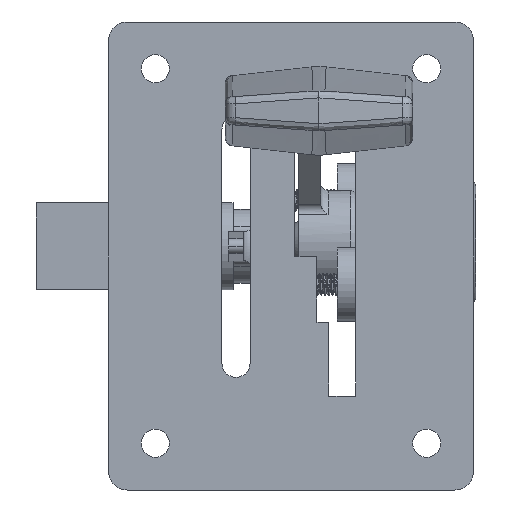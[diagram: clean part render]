
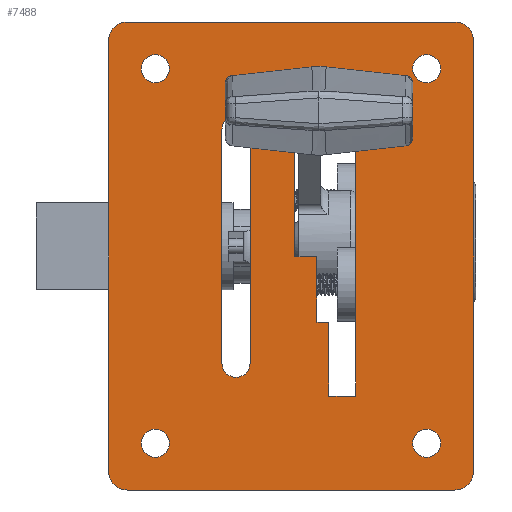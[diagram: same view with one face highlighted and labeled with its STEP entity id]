
A CAD part, front view. The second image highlights one B-rep face of the part: STEP entity #7488.
In plain terms, the highlighted planar face has unit normal (0, -1, 0).
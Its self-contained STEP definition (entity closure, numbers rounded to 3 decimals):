
#417=FACE_BOUND('',#1244,.T.);
#418=FACE_BOUND('',#1245,.T.);
#419=FACE_BOUND('',#1246,.T.);
#420=FACE_BOUND('',#1247,.T.);
#421=FACE_BOUND('',#1248,.T.);
#422=FACE_BOUND('',#1249,.T.);
#499=PLANE('',#8102);
#771=FACE_OUTER_BOUND('',#1243,.T.);
#1243=EDGE_LOOP('',(#5467,#5468,#5469,#5470,#5471,#5472,#5473,#5474));
#1244=EDGE_LOOP('',(#5475,#5476,#5477,#5478,#5479,#5480,#5481,#5482,#5483,
#5484));
#1245=EDGE_LOOP('',(#5485));
#1246=EDGE_LOOP('',(#5486,#5487,#5488,#5489));
#1247=EDGE_LOOP('',(#5490));
#1248=EDGE_LOOP('',(#5491));
#1249=EDGE_LOOP('',(#5492));
#1720=LINE('',#10876,#2383);
#1726=LINE('',#10887,#2389);
#1748=LINE('',#10952,#2411);
#1752=LINE('',#10958,#2415);
#1773=LINE('',#11023,#2436);
#1774=LINE('',#11026,#2437);
#1776=LINE('',#11030,#2439);
#1778=LINE('',#11034,#2441);
#1780=LINE('',#11038,#2443);
#1782=LINE('',#11041,#2445);
#1785=LINE('',#11050,#2448);
#1788=LINE('',#11057,#2451);
#1791=LINE('',#11066,#2454);
#1794=LINE('',#11074,#2457);
#1797=LINE('',#11082,#2460);
#1800=LINE('',#11090,#2463);
#2383=VECTOR('',#8868,10.);
#2389=VECTOR('',#8876,10.);
#2411=VECTOR('',#8922,10.);
#2415=VECTOR('',#8928,10.);
#2436=VECTOR('',#9019,10.);
#2437=VECTOR('',#9022,10.);
#2439=VECTOR('',#9026,10.);
#2441=VECTOR('',#9030,10.);
#2443=VECTOR('',#9034,10.);
#2445=VECTOR('',#9038,10.);
#2448=VECTOR('',#9047,10.);
#2451=VECTOR('',#9056,10.);
#2454=VECTOR('',#9065,10.);
#2457=VECTOR('',#9074,10.);
#2460=VECTOR('',#9083,10.);
#2463=VECTOR('',#9092,10.);
#2996=CIRCLE('',#8071,1.905);
#2997=CIRCLE('',#8073,1.905);
#2998=CIRCLE('',#8075,1.905);
#2999=CIRCLE('',#8083,1.905);
#3000=CIRCLE('',#8086,1.905);
#3001=CIRCLE('',#8089,1.905);
#3002=CIRCLE('',#8092,2.54);
#3003=CIRCLE('',#8095,2.54);
#3004=CIRCLE('',#8098,2.54);
#3005=CIRCLE('',#8101,2.54);
#3267=VERTEX_POINT('',#10874);
#3268=VERTEX_POINT('',#10875);
#3272=VERTEX_POINT('',#10885);
#3302=VERTEX_POINT('',#10950);
#3303=VERTEX_POINT('',#10951);
#3304=VERTEX_POINT('',#10956);
#3311=VERTEX_POINT('',#11011);
#3312=VERTEX_POINT('',#11015);
#3313=VERTEX_POINT('',#11019);
#3314=VERTEX_POINT('',#11025);
#3315=VERTEX_POINT('',#11029);
#3316=VERTEX_POINT('',#11033);
#3317=VERTEX_POINT('',#11037);
#3318=VERTEX_POINT('',#11043);
#3319=VERTEX_POINT('',#11045);
#3320=VERTEX_POINT('',#11049);
#3321=VERTEX_POINT('',#11053);
#3322=VERTEX_POINT('',#11059);
#3323=VERTEX_POINT('',#11063);
#3324=VERTEX_POINT('',#11065);
#3325=VERTEX_POINT('',#11069);
#3326=VERTEX_POINT('',#11073);
#3327=VERTEX_POINT('',#11077);
#3328=VERTEX_POINT('',#11081);
#3329=VERTEX_POINT('',#11085);
#3330=VERTEX_POINT('',#11089);
#4024=EDGE_CURVE('',#3267,#3268,#1720,.T.);
#4030=EDGE_CURVE('',#3267,#3272,#1726,.T.);
#4062=EDGE_CURVE('',#3302,#3303,#1748,.T.);
#4066=EDGE_CURVE('',#3302,#3304,#1752,.T.);
#4092=EDGE_CURVE('',#3311,#3311,#2996,.T.);
#4094=EDGE_CURVE('',#3312,#3312,#2997,.T.);
#4096=EDGE_CURVE('',#3313,#3313,#2998,.T.);
#4098=EDGE_CURVE('',#3272,#3303,#1773,.T.);
#4099=EDGE_CURVE('',#3314,#3268,#1774,.T.);
#4101=EDGE_CURVE('',#3315,#3314,#1776,.T.);
#4103=EDGE_CURVE('',#3316,#3315,#1778,.T.);
#4105=EDGE_CURVE('',#3317,#3316,#1780,.T.);
#4107=EDGE_CURVE('',#3304,#3317,#1782,.T.);
#4109=EDGE_CURVE('',#3319,#3318,#2999,.T.);
#4111=EDGE_CURVE('',#3320,#3319,#1785,.T.);
#4113=EDGE_CURVE('',#3321,#3320,#3000,.T.);
#4115=EDGE_CURVE('',#3318,#3321,#1788,.T.);
#4116=EDGE_CURVE('',#3322,#3322,#3001,.T.);
#4119=EDGE_CURVE('',#3324,#3323,#1791,.T.);
#4121=EDGE_CURVE('',#3325,#3324,#3002,.T.);
#4123=EDGE_CURVE('',#3326,#3325,#1794,.T.);
#4125=EDGE_CURVE('',#3327,#3326,#3003,.T.);
#4127=EDGE_CURVE('',#3328,#3327,#1797,.T.);
#4129=EDGE_CURVE('',#3329,#3328,#3004,.T.);
#4131=EDGE_CURVE('',#3330,#3329,#1800,.T.);
#4133=EDGE_CURVE('',#3323,#3330,#3005,.T.);
#5467=ORIENTED_EDGE('',*,*,#4133,.T.);
#5468=ORIENTED_EDGE('',*,*,#4131,.T.);
#5469=ORIENTED_EDGE('',*,*,#4129,.T.);
#5470=ORIENTED_EDGE('',*,*,#4127,.T.);
#5471=ORIENTED_EDGE('',*,*,#4125,.T.);
#5472=ORIENTED_EDGE('',*,*,#4123,.T.);
#5473=ORIENTED_EDGE('',*,*,#4121,.T.);
#5474=ORIENTED_EDGE('',*,*,#4119,.T.);
#5475=ORIENTED_EDGE('',*,*,#4024,.F.);
#5476=ORIENTED_EDGE('',*,*,#4030,.T.);
#5477=ORIENTED_EDGE('',*,*,#4098,.T.);
#5478=ORIENTED_EDGE('',*,*,#4062,.F.);
#5479=ORIENTED_EDGE('',*,*,#4066,.T.);
#5480=ORIENTED_EDGE('',*,*,#4107,.T.);
#5481=ORIENTED_EDGE('',*,*,#4105,.T.);
#5482=ORIENTED_EDGE('',*,*,#4103,.T.);
#5483=ORIENTED_EDGE('',*,*,#4101,.T.);
#5484=ORIENTED_EDGE('',*,*,#4099,.T.);
#5485=ORIENTED_EDGE('',*,*,#4116,.T.);
#5486=ORIENTED_EDGE('',*,*,#4115,.T.);
#5487=ORIENTED_EDGE('',*,*,#4113,.T.);
#5488=ORIENTED_EDGE('',*,*,#4111,.T.);
#5489=ORIENTED_EDGE('',*,*,#4109,.T.);
#5490=ORIENTED_EDGE('',*,*,#4096,.T.);
#5491=ORIENTED_EDGE('',*,*,#4094,.T.);
#5492=ORIENTED_EDGE('',*,*,#4092,.T.);
#7488=ADVANCED_FACE('',(#771,#417,#418,#419,#420,#421,#422),#499,.F.);
#8071=AXIS2_PLACEMENT_3D('',#11012,#9004,#9005);
#8073=AXIS2_PLACEMENT_3D('',#11016,#9009,#9010);
#8075=AXIS2_PLACEMENT_3D('',#11020,#9014,#9015);
#8083=AXIS2_PLACEMENT_3D('',#11046,#9042,#9043);
#8086=AXIS2_PLACEMENT_3D('',#11054,#9051,#9052);
#8089=AXIS2_PLACEMENT_3D('',#11060,#9059,#9060);
#8092=AXIS2_PLACEMENT_3D('',#11070,#9069,#9070);
#8095=AXIS2_PLACEMENT_3D('',#11078,#9078,#9079);
#8098=AXIS2_PLACEMENT_3D('',#11086,#9087,#9088);
#8101=AXIS2_PLACEMENT_3D('',#11093,#9096,#9097);
#8102=AXIS2_PLACEMENT_3D('',#11094,#9098,#9099);
#8868=DIRECTION('',(0.169,0.,-0.986));
#8876=DIRECTION('',(-1.,0.,0.));
#8922=DIRECTION('',(0.381,0.,-0.925));
#8928=DIRECTION('',(-1.,0.,0.));
#9004=DIRECTION('center_axis',(0.,1.,0.));
#9005=DIRECTION('ref_axis',(1.,0.,0.));
#9009=DIRECTION('center_axis',(0.,1.,0.));
#9010=DIRECTION('ref_axis',(1.,0.,0.));
#9014=DIRECTION('center_axis',(0.,1.,0.));
#9015=DIRECTION('ref_axis',(1.,0.,0.));
#9019=DIRECTION('',(0.,0.,1.));
#9022=DIRECTION('',(0.,0.,1.));
#9026=DIRECTION('',(-1.,0.,0.));
#9030=DIRECTION('',(0.,0.,-1.));
#9034=DIRECTION('',(1.,0.,0.));
#9038=DIRECTION('',(0.,0.,1.));
#9042=DIRECTION('center_axis',(0.,1.,0.));
#9043=DIRECTION('ref_axis',(-1.,0.,0.));
#9047=DIRECTION('',(0.,0.,1.));
#9051=DIRECTION('center_axis',(0.,1.,0.));
#9052=DIRECTION('ref_axis',(1.,0.,0.));
#9056=DIRECTION('',(0.,0.,-1.));
#9059=DIRECTION('center_axis',(0.,1.,0.));
#9060=DIRECTION('ref_axis',(1.,0.,0.));
#9065=DIRECTION('',(1.,0.,0.));
#9069=DIRECTION('center_axis',(0.,-1.,0.));
#9070=DIRECTION('ref_axis',(0.,0.,-1.));
#9074=DIRECTION('',(0.,0.,-1.));
#9078=DIRECTION('center_axis',(0.,-1.,0.));
#9079=DIRECTION('ref_axis',(-1.,0.,0.));
#9083=DIRECTION('',(-1.,0.,0.));
#9087=DIRECTION('center_axis',(0.,-1.,0.));
#9088=DIRECTION('ref_axis',(0.,0.,1.));
#9092=DIRECTION('',(0.,0.,1.));
#9096=DIRECTION('center_axis',(0.,-1.,0.));
#9097=DIRECTION('ref_axis',(1.,0.,0.));
#9098=DIRECTION('center_axis',(0.,1.,0.));
#9099=DIRECTION('ref_axis',(1.,0.,0.));
#10874=CARTESIAN_POINT('',(5.103,-3.,-9.));
#10875=CARTESIAN_POINT('',(5.115,-3.,-9.07));
#10876=CARTESIAN_POINT('',(4.284,-3.,-4.221));
#10885=CARTESIAN_POINT('',(3.515,-3.,-9.));
#10887=CARTESIAN_POINT('',(3.515,-3.,-9.));
#10950=CARTESIAN_POINT('',(3.48,-3.,-0.11));
#10951=CARTESIAN_POINT('',(3.515,-3.,-0.195));
#10952=CARTESIAN_POINT('',(3.217,-3.,0.528));
#10956=CARTESIAN_POINT('',(0.515,-3.,-0.11));
#10958=CARTESIAN_POINT('',(3.515,-3.,-0.11));
#11011=CARTESIAN_POINT('',(-20.32,-3.,25.4));
#11012=CARTESIAN_POINT('Origin',(-18.415,-3.,25.4));
#11015=CARTESIAN_POINT('',(16.51,-3.,-25.4));
#11016=CARTESIAN_POINT('Origin',(18.415,-3.,-25.4));
#11019=CARTESIAN_POINT('',(16.51,-3.,25.4));
#11020=CARTESIAN_POINT('Origin',(18.415,-3.,25.4));
#11023=CARTESIAN_POINT('',(3.515,-3.,-0.11));
#11025=CARTESIAN_POINT('',(5.115,-3.,-19.));
#11026=CARTESIAN_POINT('',(5.115,-3.,-9.));
#11029=CARTESIAN_POINT('',(8.765,-3.,-19.));
#11030=CARTESIAN_POINT('',(8.765,-3.,-19.));
#11033=CARTESIAN_POINT('',(8.765,-3.,22.75));
#11034=CARTESIAN_POINT('',(8.765,-3.,22.75));
#11037=CARTESIAN_POINT('',(0.515,-3.,22.75));
#11038=CARTESIAN_POINT('',(0.515,-3.,22.75));
#11041=CARTESIAN_POINT('',(0.515,-3.,-0.11));
#11043=CARTESIAN_POINT('',(-5.564,-3.,17.188));
#11045=CARTESIAN_POINT('',(-9.374,-3.,17.188));
#11046=CARTESIAN_POINT('Origin',(-7.469,-3.,17.188));
#11049=CARTESIAN_POINT('',(-9.374,-3.,-14.562));
#11050=CARTESIAN_POINT('',(-9.374,-3.,-14.562));
#11053=CARTESIAN_POINT('',(-5.564,-3.,-14.562));
#11054=CARTESIAN_POINT('Origin',(-7.469,-3.,-14.562));
#11057=CARTESIAN_POINT('',(-5.564,-3.,17.188));
#11059=CARTESIAN_POINT('',(-20.32,-3.,-25.4));
#11060=CARTESIAN_POINT('Origin',(-18.415,-3.,-25.4));
#11063=CARTESIAN_POINT('',(22.225,-3.,-31.75));
#11065=CARTESIAN_POINT('',(-22.225,-3.,-31.75));
#11066=CARTESIAN_POINT('',(24.765,-3.,-31.75));
#11069=CARTESIAN_POINT('',(-24.765,-3.,-29.21));
#11070=CARTESIAN_POINT('Origin',(-22.225,-3.,-29.21));
#11073=CARTESIAN_POINT('',(-24.765,-3.,29.21));
#11074=CARTESIAN_POINT('',(-24.765,-3.,-31.75));
#11077=CARTESIAN_POINT('',(-22.225,-3.,31.75));
#11078=CARTESIAN_POINT('Origin',(-22.225,-3.,29.21));
#11081=CARTESIAN_POINT('',(22.225,-3.,31.75));
#11082=CARTESIAN_POINT('',(-24.765,-3.,31.75));
#11085=CARTESIAN_POINT('',(24.765,-3.,29.21));
#11086=CARTESIAN_POINT('Origin',(22.225,-3.,29.21));
#11089=CARTESIAN_POINT('',(24.765,-3.,-29.21));
#11090=CARTESIAN_POINT('',(24.765,-3.,31.75));
#11093=CARTESIAN_POINT('Origin',(22.225,-3.,-29.21));
#11094=CARTESIAN_POINT('Origin',(0.,-3.,0.));
